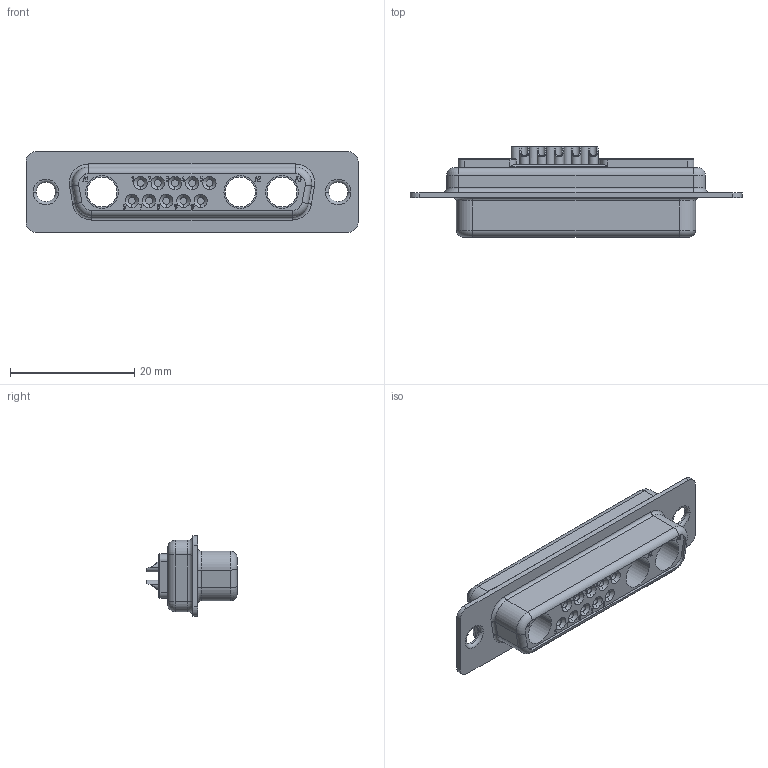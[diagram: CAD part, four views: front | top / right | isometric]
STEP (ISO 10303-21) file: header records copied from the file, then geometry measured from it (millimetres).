
FILE_DESCRIPTION(('Creo Elements/Direct Modeling STEP Export'),'2;1');
FILE_NAME('model.stp','2019-03-22T20:58:15',(''),(''),'Creo Elements/Direct Modeling STEP processor for AP214 (Solid Model)','Creo Elements/Direct Modeling 20.1A 29-Sep-2018 (C) Parametric Technology GmbH','');
FILE_SCHEMA(('AUTOMOTIVE_DESIGN { 1 0 10303 214 1 1 1 1 }'));
Length unit declared in the file: millimetre
Products named in the file (2): VS-25-BU-DSUB-3P-10S
Assembly tree (1 placements, depth 2):
  VS-25-BU-DSUB-3P-10S
    VS-25-BU-DSUB-3P-10S
Bounding box: 53.42 x 14.5 x 12.93 mm (x, y, z)
Volume: 3625.1 mm3; surface area: 3356.7 mm2
Topology: 1 solids, 1 shells, 1122 faces, 3071 edges, 2036 vertices
Faces by surface type: plane 638, cylinder 285, extrusion 147, torus 32, cone 20
Entity records: 48747 total; most frequent: CARTESIAN_POINT 11443, ORIENTED_EDGE 6142, DIRECTION 5306, EDGE_CURVE 3071, VECTOR 2422, LINE 2275, VERTEX_POINT 2036, AXIS2_PLACEMENT_3D 1442
